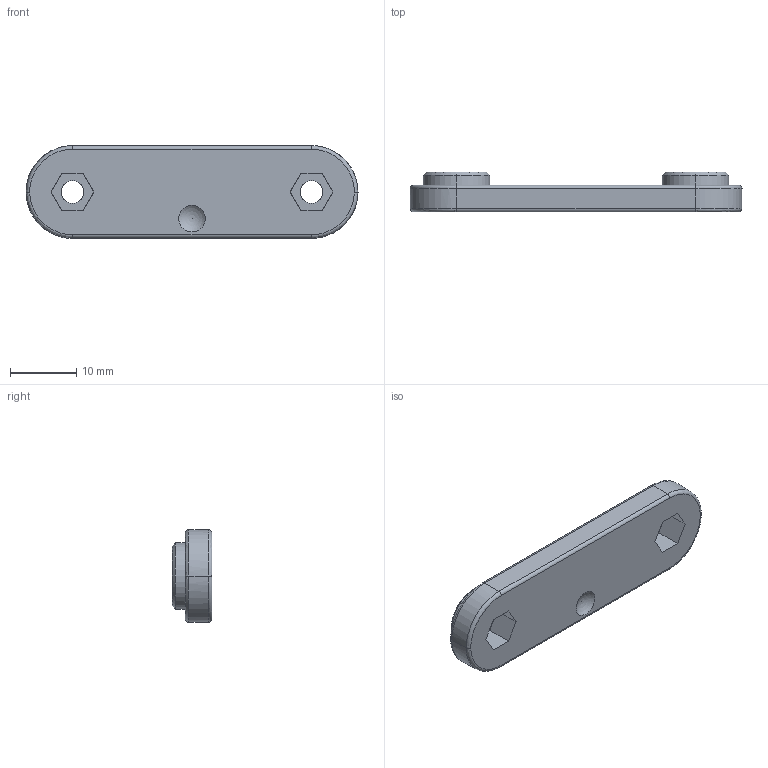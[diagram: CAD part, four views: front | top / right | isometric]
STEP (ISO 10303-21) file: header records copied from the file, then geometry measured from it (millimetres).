
FILE_DESCRIPTION (( 'STEP AP214' ), '1' );
FILE_NAME ('1156-B2P-A.STEP', '2015-10-06T09:03:38', ( '' ), ( '' ), 'SwSTEP 2.0', 'SolidWorks 2015', '' );
FILE_SCHEMA (( 'AUTOMOTIVE_DESIGN' ));
Length unit declared in the file: millimetre
Products named in the file (1): 1156-B2P-A
Bounding box: 49.98 x 6 x 13.98 mm (x, y, z)
Volume: 2650.2 mm3; surface area: 1980 mm2
Topology: 1 solids, 1 shells, 53 faces, 123 edges, 76 vertices
Faces by surface type: plane 20, cone 16, bspline 8, cylinder 8, sphere 1
Entity records: 1714 total; most frequent: CARTESIAN_POINT 544, ORIENTED_EDGE 240, DIRECTION 228, EDGE_CURVE 120, AXIS2_PLACEMENT_3D 82, VERTEX_POINT 74, LINE 64, VECTOR 64
